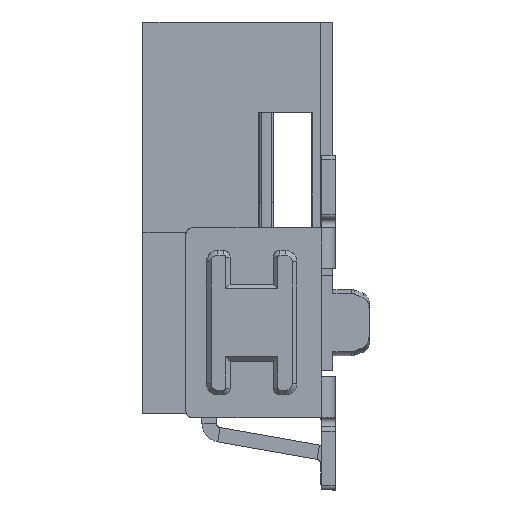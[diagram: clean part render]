
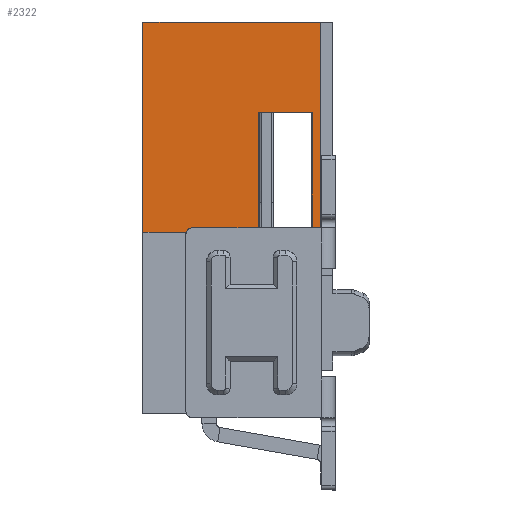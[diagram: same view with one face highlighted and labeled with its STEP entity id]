
A CAD part, left-side view. The second image highlights one B-rep face of the part: STEP entity #2322.
In plain terms, the highlighted planar face has unit normal (-1, 0, 0).
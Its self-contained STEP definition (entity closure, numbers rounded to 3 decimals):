
#2254=AXIS2_PLACEMENT_3D('Plane Axis2P3D',#2251,#2252,#2253) ;
#683=CARTESIAN_POINT('Vertex',(1.165,2.455,8.35)) ;
#686=CARTESIAN_POINT('Line Origine',(1.165,2.455,7.025)) ;
#690=CARTESIAN_POINT('Vertex',(1.165,2.455,5.7)) ;
#2233=CARTESIAN_POINT('Vertex',(1.165,1.255,8.35)) ;
#2236=CARTESIAN_POINT('Line Origine',(1.165,1.855,8.35)) ;
#2251=CARTESIAN_POINT('Axis2P3D Location',(1.165,5.766,3.997)) ;
#2256=CARTESIAN_POINT('Line Origine',(1.165,1.075,7.55)) ;
#2260=CARTESIAN_POINT('Vertex',(1.165,1.075,4.75)) ;
#2262=CARTESIAN_POINT('Vertex',(1.165,1.075,10.35)) ;
#2265=CARTESIAN_POINT('Line Origine',(1.165,3.038,10.35)) ;
#2269=CARTESIAN_POINT('Vertex',(1.165,5.,10.35)) ;
#2272=CARTESIAN_POINT('Line Origine',(1.165,5.,8.025)) ;
#2276=CARTESIAN_POINT('Vertex',(1.165,5.,5.7)) ;
#2279=CARTESIAN_POINT('Line Origine',(1.165,3.728,5.7)) ;
#2284=CARTESIAN_POINT('Line Origine',(1.165,1.255,7.025)) ;
#2288=CARTESIAN_POINT('Vertex',(1.165,1.255,5.7)) ;
#2291=CARTESIAN_POINT('Line Origine',(1.165,1.228,5.7)) ;
#2295=CARTESIAN_POINT('Vertex',(1.165,1.2,5.7)) ;
#2298=CARTESIAN_POINT('Line Origine',(1.165,1.2,5.225)) ;
#2302=CARTESIAN_POINT('Vertex',(1.165,1.2,4.75)) ;
#2305=CARTESIAN_POINT('Line Origine',(1.165,1.138,4.75)) ;
#687=DIRECTION('Vector Direction',(0.,0.,1.)) ;
#2237=DIRECTION('Vector Direction',(0.,-1.,0.)) ;
#2252=DIRECTION('Axis2P3D Direction',(-1.,0.,0.)) ;
#2253=DIRECTION('Axis2P3D XDirection',(0.,-1.,0.)) ;
#2257=DIRECTION('Vector Direction',(0.,0.,1.)) ;
#2266=DIRECTION('Vector Direction',(0.,-1.,0.)) ;
#2273=DIRECTION('Vector Direction',(0.,0.,-1.)) ;
#2280=DIRECTION('Vector Direction',(0.,-1.,0.)) ;
#2285=DIRECTION('Vector Direction',(0.,0.,-1.)) ;
#2292=DIRECTION('Vector Direction',(0.,-1.,0.)) ;
#2299=DIRECTION('Vector Direction',(0.,0.,-1.)) ;
#2306=DIRECTION('Vector Direction',(0.,-1.,0.)) ;
#688=VECTOR('Line Direction',#687,1.) ;
#2238=VECTOR('Line Direction',#2237,1.) ;
#2258=VECTOR('Line Direction',#2257,1.) ;
#2267=VECTOR('Line Direction',#2266,1.) ;
#2274=VECTOR('Line Direction',#2273,1.) ;
#2281=VECTOR('Line Direction',#2280,1.) ;
#2286=VECTOR('Line Direction',#2285,1.) ;
#2293=VECTOR('Line Direction',#2292,1.) ;
#2300=VECTOR('Line Direction',#2299,1.) ;
#2307=VECTOR('Line Direction',#2306,1.) ;
#2311=ORIENTED_EDGE('',*,*,#2264,.T.) ;
#2312=ORIENTED_EDGE('',*,*,#2271,.F.) ;
#2313=ORIENTED_EDGE('',*,*,#2278,.T.) ;
#2314=ORIENTED_EDGE('',*,*,#2283,.T.) ;
#2315=ORIENTED_EDGE('',*,*,#692,.T.) ;
#2316=ORIENTED_EDGE('',*,*,#2240,.T.) ;
#2317=ORIENTED_EDGE('',*,*,#2290,.T.) ;
#2318=ORIENTED_EDGE('',*,*,#2297,.T.) ;
#2319=ORIENTED_EDGE('',*,*,#2304,.T.) ;
#2320=ORIENTED_EDGE('',*,*,#2309,.T.) ;
#2322=ADVANCED_FACE('Hauptk\X2\00F6\X0\rper',(#2321),#2255,.T.) ;
#692=EDGE_CURVE('',#691,#684,#689,.T.) ;
#2240=EDGE_CURVE('',#684,#2234,#2239,.T.) ;
#2264=EDGE_CURVE('',#2261,#2263,#2259,.T.) ;
#2271=EDGE_CURVE('',#2270,#2263,#2268,.T.) ;
#2278=EDGE_CURVE('',#2270,#2277,#2275,.T.) ;
#2283=EDGE_CURVE('',#2277,#691,#2282,.T.) ;
#2290=EDGE_CURVE('',#2234,#2289,#2287,.T.) ;
#2297=EDGE_CURVE('',#2289,#2296,#2294,.T.) ;
#2304=EDGE_CURVE('',#2296,#2303,#2301,.T.) ;
#2309=EDGE_CURVE('',#2303,#2261,#2308,.T.) ;
#2310=EDGE_LOOP('',(#2311,#2312,#2313,#2314,#2315,#2316,#2317,#2318,#2319,#2320)) ;
#2321=FACE_OUTER_BOUND('',#2310,.T.) ;
#689=LINE('Line',#686,#688) ;
#2239=LINE('Line',#2236,#2238) ;
#2259=LINE('Line',#2256,#2258) ;
#2268=LINE('Line',#2265,#2267) ;
#2275=LINE('Line',#2272,#2274) ;
#2282=LINE('Line',#2279,#2281) ;
#2287=LINE('Line',#2284,#2286) ;
#2294=LINE('Line',#2291,#2293) ;
#2301=LINE('Line',#2298,#2300) ;
#2308=LINE('Line',#2305,#2307) ;
#2255=PLANE('',#2254) ;
#684=VERTEX_POINT('',#683) ;
#691=VERTEX_POINT('',#690) ;
#2234=VERTEX_POINT('',#2233) ;
#2261=VERTEX_POINT('',#2260) ;
#2263=VERTEX_POINT('',#2262) ;
#2270=VERTEX_POINT('',#2269) ;
#2277=VERTEX_POINT('',#2276) ;
#2289=VERTEX_POINT('',#2288) ;
#2296=VERTEX_POINT('',#2295) ;
#2303=VERTEX_POINT('',#2302) ;
